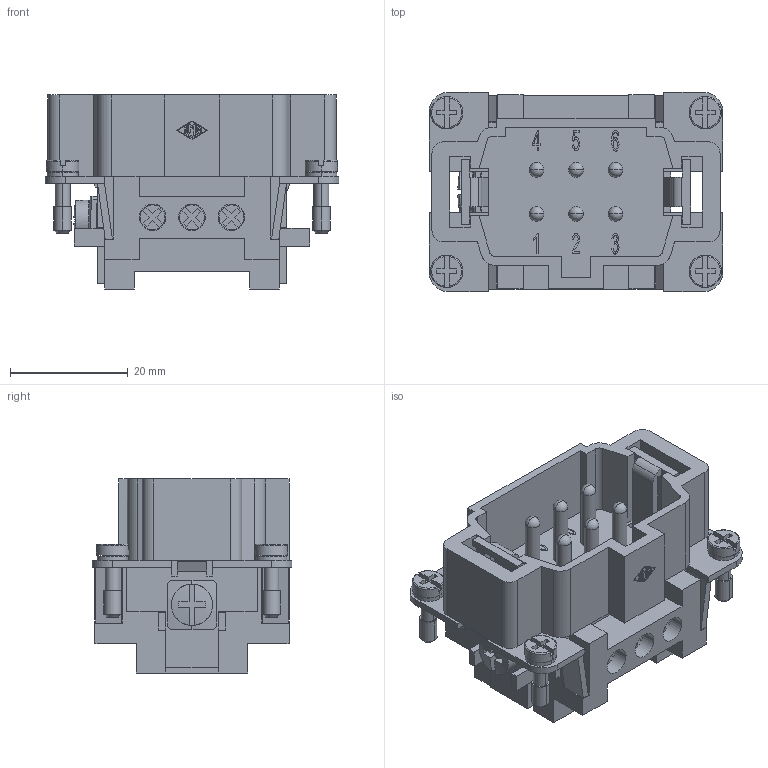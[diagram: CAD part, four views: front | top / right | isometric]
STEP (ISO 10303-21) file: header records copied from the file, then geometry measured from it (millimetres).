
FILE_DESCRIPTION(('Creo Elements/Direct Modeling STEP Export'),'2;1');
FILE_NAME('0ln7uvk469mnl1t4584','2016-12-19T13:30:40',(''),(''),'PTC Creo Elements/Direct Modeling STEP processor for AP214 (Solid Model)','PTC Creo Elements/Direct Modeling 19.0E 27-Jun-2016 (C) Parametric Technology GmbH','');
FILE_SCHEMA(('AUTOMOTIVE_DESIGN { 1 0 10303 214 1 1 1 1 }'));
Length unit declared in the file: millimetre
Products named in the file (1): CNEM_06_RY
Bounding box: 50 x 34 x 33 mm (x, y, z)
Volume: 19007.4 mm3; surface area: 16989.9 mm2
Topology: 1 solids, 1 shells, 931 faces, 2533 edges, 1649 vertices
Faces by surface type: plane 623, cylinder 168, bspline 98, sphere 18, torus 16, cone 8
Entity records: 37662 total; most frequent: CARTESIAN_POINT 6964, ORIENTED_EDGE 5046, DIRECTION 4460, EDGE_CURVE 2523, VECTOR 1818, LINE 1818, VERTEX_POINT 1649, AXIS2_PLACEMENT_3D 1321
